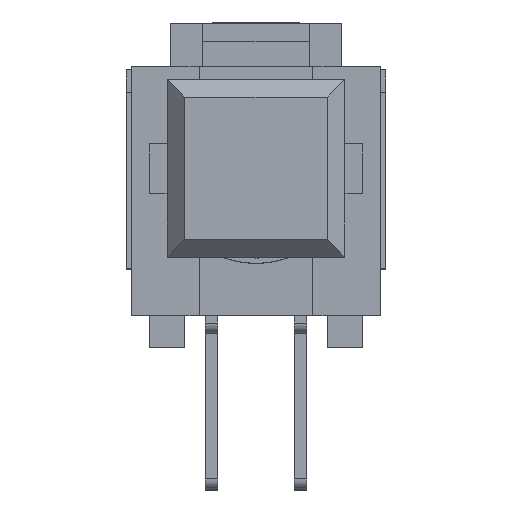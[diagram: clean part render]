
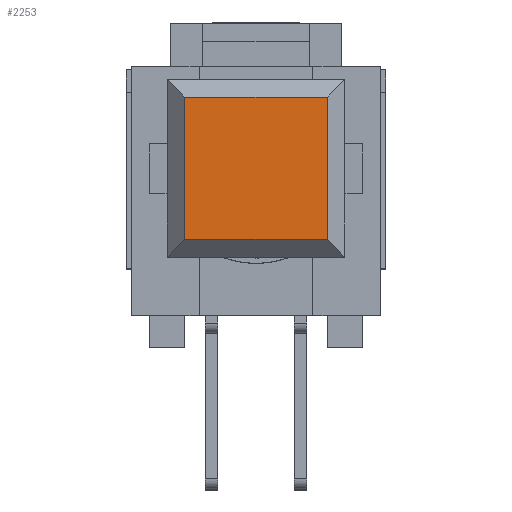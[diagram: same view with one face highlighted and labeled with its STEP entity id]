
A CAD part, top view. The second image highlights one B-rep face of the part: STEP entity #2253.
In plain terms, the highlighted planar face has unit normal (0, 0, 1).
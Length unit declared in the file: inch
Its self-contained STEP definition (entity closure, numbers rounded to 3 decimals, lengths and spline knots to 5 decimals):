
#2077=CARTESIAN_POINT('',(0.07874,0.07874,0.62402));
#2078=VERTEX_POINT('',#2077);
#2079=CARTESIAN_POINT('',(0.07874,-0.07874,0.62402));
#2080=VERTEX_POINT('',#2079);
#2081=CARTESIAN_POINT('',(0.07874,0.07874,0.62402));
#2082=DIRECTION('',(0.0,-1.0,0.0));
#2083=VECTOR('',#2082,0.15748);
#2084=LINE('',#2081,#2083);
#2085=EDGE_CURVE('',#2078,#2080,#2084,.T.);
#2117=CARTESIAN_POINT('',(-0.07874,-0.07874,0.62402));
#2118=VERTEX_POINT('',#2117);
#2119=CARTESIAN_POINT('',(0.07874,-0.07874,0.62402));
#2120=DIRECTION('',(-1.0,0.0,0.0));
#2121=VECTOR('',#2120,0.15748);
#2122=LINE('',#2119,#2121);
#2123=EDGE_CURVE('',#2080,#2118,#2122,.T.);
#2148=CARTESIAN_POINT('',(-0.07874,0.07874,0.62402));
#2149=VERTEX_POINT('',#2148);
#2150=CARTESIAN_POINT('',(-0.07874,-0.07874,0.62402));
#2151=DIRECTION('',(0.0,1.0,0.0));
#2152=VECTOR('',#2151,0.15748);
#2153=LINE('',#2150,#2152);
#2154=EDGE_CURVE('',#2118,#2149,#2153,.T.);
#2179=CARTESIAN_POINT('',(-0.07874,0.07874,0.62402));
#2180=DIRECTION('',(1.0,0.0,0.0));
#2181=VECTOR('',#2180,0.15748);
#2182=LINE('',#2179,#2181);
#2183=EDGE_CURVE('',#2149,#2078,#2182,.T.);
#2242=CARTESIAN_POINT('',(0.,0.,0.62402));
#2243=DIRECTION('',(0.0,0.0,1.0));
#2244=DIRECTION('',(1.0,0.0,0.0));
#2245=AXIS2_PLACEMENT_3D('',#2242,#2243,#2244);
#2246=PLANE('',#2245);
#2247=ORIENTED_EDGE('',*,*,#2085,.F.);
#2248=ORIENTED_EDGE('',*,*,#2183,.F.);
#2249=ORIENTED_EDGE('',*,*,#2154,.F.);
#2250=ORIENTED_EDGE('',*,*,#2123,.F.);
#2251=EDGE_LOOP('',(#2247,#2248,#2249,#2250));
#2252=FACE_OUTER_BOUND('',#2251,.T.);
#2253=ADVANCED_FACE('',(#2252),#2246,.T.);
